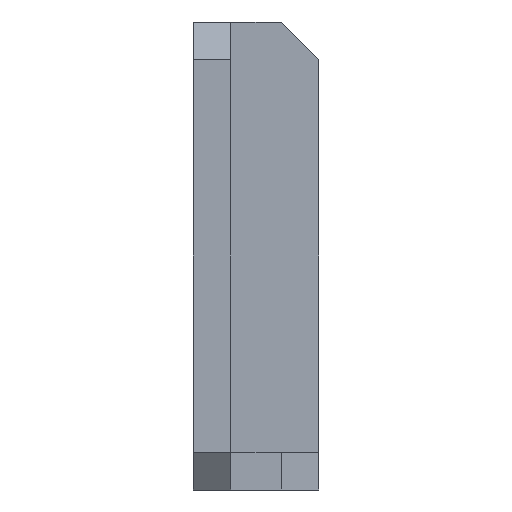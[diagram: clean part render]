
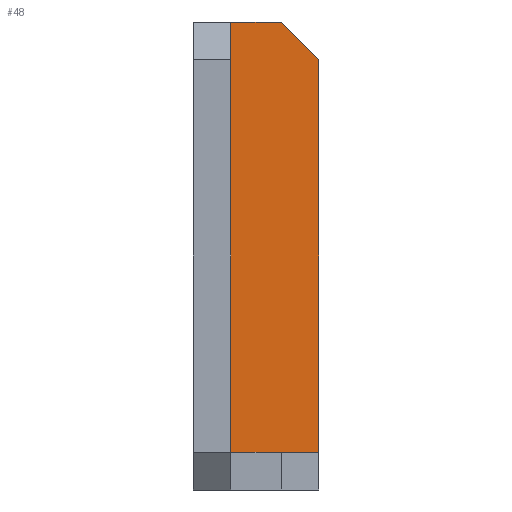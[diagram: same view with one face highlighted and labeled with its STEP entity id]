
A CAD part, left-side view. The second image highlights one B-rep face of the part: STEP entity #48.
In plain terms, the highlighted planar face has unit normal (-1, 0, 0).
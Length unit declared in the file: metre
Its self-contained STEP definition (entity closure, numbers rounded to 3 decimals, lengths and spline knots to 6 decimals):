
#48 = ADVANCED_FACE( '', ( #76 ), #77, .T. );
#76 = FACE_OUTER_BOUND( '', #138, .T. );
#77 = PLANE( '', #139 );
#138 = EDGE_LOOP( '', ( #211, #212, #213, #214, #215 ) );
#139 = AXIS2_PLACEMENT_3D( '', #216, #217, #218 );
#211 = ORIENTED_EDGE( '', *, *, #409, .T. );
#212 = ORIENTED_EDGE( '', *, *, #401, .T. );
#213 = ORIENTED_EDGE( '', *, *, #410, .T. );
#214 = ORIENTED_EDGE( '', *, *, #411, .F. );
#215 = ORIENTED_EDGE( '', *, *, #412, .F. );
#216 = CARTESIAN_POINT( '', ( -0.0015, -0.005, 0.020125 ) );
#217 = DIRECTION( '', ( -1., 0., 0. ) );
#218 = DIRECTION( '', ( 0., 0., 1. ) );
#401 = EDGE_CURVE( '', #466, #467, #468, .T. );
#409 = EDGE_CURVE( '', #481, #466, #482, .T. );
#410 = EDGE_CURVE( '', #467, #483, #484, .T. );
#411 = EDGE_CURVE( '', #485, #483, #486, .T. );
#412 = EDGE_CURVE( '', #481, #485, #487, .T. );
#466 = VERTEX_POINT( '', #577 );
#467 = VERTEX_POINT( '', #578 );
#468 = LINE( '', #579, #580 );
#481 = VERTEX_POINT( '', #600 );
#482 = LINE( '', #601, #602 );
#483 = VERTEX_POINT( '', #603 );
#484 = LINE( '', #604, #605 );
#485 = VERTEX_POINT( '', #606 );
#486 = LINE( '', #607, #608 );
#487 = LINE( '', #609, #610 );
#577 = CARTESIAN_POINT( '', ( -0.0015, -0.005, 0.03425 ) );
#578 = CARTESIAN_POINT( '', ( -0.0015, -0.002, 0.03725 ) );
#579 = CARTESIAN_POINT( '', ( -0.0015, -0.012063, 0.027188 ) );
#580 = VECTOR( '', #745, 1. );
#600 = CARTESIAN_POINT( '', ( -0.0015, -0.005, 0.003 ) );
#601 = CARTESIAN_POINT( '', ( -0.0015, -0.005, 0.020125 ) );
#602 = VECTOR( '', #753, 1. );
#603 = CARTESIAN_POINT( '', ( -0.0015, 0.002, 0.03725 ) );
#604 = CARTESIAN_POINT( '', ( -0.0015, -0.005, 0.03725 ) );
#605 = VECTOR( '', #754, 1. );
#606 = CARTESIAN_POINT( '', ( -0.0015, 0.002, 0.003 ) );
#607 = CARTESIAN_POINT( '', ( -0.0015, 0.002, 0.020125 ) );
#608 = VECTOR( '', #755, 1. );
#609 = CARTESIAN_POINT( '', ( -0.0015, -0.005, 0.003 ) );
#610 = VECTOR( '', #756, 1. );
#745 = DIRECTION( '', ( 0., 0.707, 0.707 ) );
#753 = DIRECTION( '', ( 0., 0., 1. ) );
#754 = DIRECTION( '', ( 0., 1., 0. ) );
#755 = DIRECTION( '', ( 0., 0., 1. ) );
#756 = DIRECTION( '', ( 0., 1., 0. ) );
